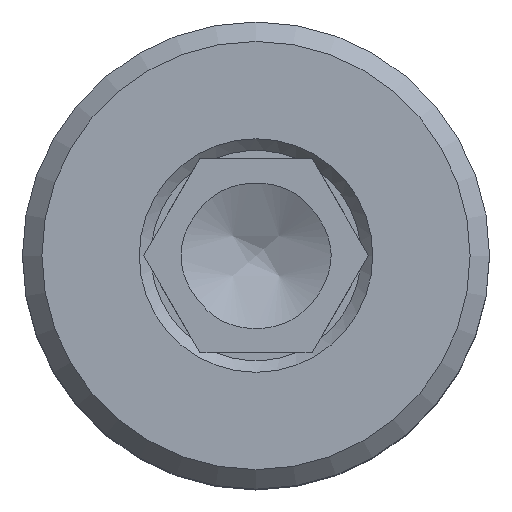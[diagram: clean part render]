
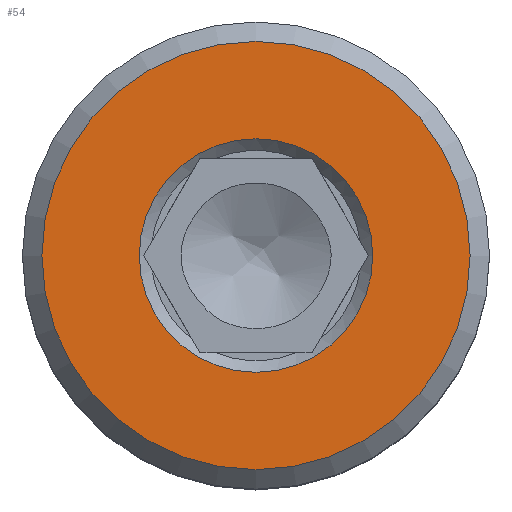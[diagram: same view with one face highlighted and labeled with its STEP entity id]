
A CAD part, top view. The second image highlights one B-rep face of the part: STEP entity #54.
In plain terms, the highlighted planar face has unit normal (0, 0, 1).
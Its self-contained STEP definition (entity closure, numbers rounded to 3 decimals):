
#54 = ADVANCED_FACE ( 'NONE', ( #363, #522 ), #63, .F. ) ;
#59 = DIRECTION ( 'NONE',  ( 0., 0., -1. ) ) ;
#63 = PLANE ( 'NONE',  #981 ) ;
#85 = CARTESIAN_POINT ( 'NONE',  ( 0., 0., 13.5 ) ) ;
#103 = EDGE_LOOP ( 'NONE', ( #509 ) ) ;
#110 = EDGE_CURVE ( 'NONE', #843, #843, #683, .T. ) ;
#154 = DIRECTION ( 'NONE',  ( 0., 0., 1. ) ) ;
#204 = CARTESIAN_POINT ( 'NONE',  ( 0., 0., 13.5 ) ) ;
#307 = DIRECTION ( 'NONE',  ( 0., 0., 1. ) ) ;
#363 = FACE_OUTER_BOUND ( 'NONE', #103, .T. ) ;
#373 = CARTESIAN_POINT ( 'NONE',  ( 0., 6., 13.5 ) ) ;
#398 = CARTESIAN_POINT ( 'NONE',  ( 3., 0., 13.5 ) ) ;
#451 = DIRECTION ( 'NONE',  ( -1., 0., 0. ) ) ;
#476 = CARTESIAN_POINT ( 'NONE',  ( -5.5, 0., 13.5 ) ) ;
#509 = ORIENTED_EDGE ( 'NONE', *, *, #724, .T. ) ;
#522 = FACE_BOUND ( 'NONE', #927, .T. ) ;
#552 = VERTEX_POINT ( 'NONE', #476 ) ;
#616 = DIRECTION ( 'NONE',  ( 1., 0., 0. ) ) ;
#649 = AXIS2_PLACEMENT_3D ( 'NONE', #85, #307, #846 ) ;
#683 = CIRCLE ( 'NONE', #803, 3. ) ;
#724 = EDGE_CURVE ( 'NONE', #552, #552, #807, .T. ) ;
#803 = AXIS2_PLACEMENT_3D ( 'NONE', #204, #154, #616 ) ;
#807 = CIRCLE ( 'NONE', #649, 5.5 ) ;
#843 = VERTEX_POINT ( 'NONE', #398 ) ;
#846 = DIRECTION ( 'NONE',  ( -1., 0., 0. ) ) ;
#927 = EDGE_LOOP ( 'NONE', ( #962 ) ) ;
#962 = ORIENTED_EDGE ( 'NONE', *, *, #110, .F. ) ;
#981 = AXIS2_PLACEMENT_3D ( 'NONE', #373, #59, #451 ) ;
